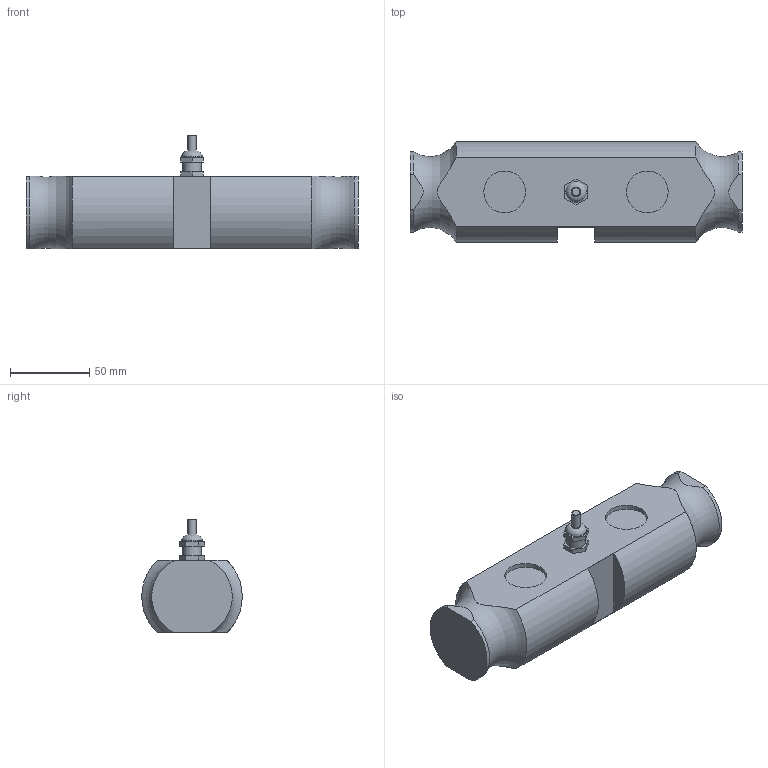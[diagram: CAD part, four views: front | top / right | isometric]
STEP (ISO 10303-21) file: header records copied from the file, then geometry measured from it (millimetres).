
FILE_DESCRIPTION(/* description */ (''),/* implementation_level */ '2;1');
FILE_NAME(/* name */ '102FS-(50-75)klb v4.step',/* time_stamp */ '2020-01-27T10:10:09-08:00',/* author */ (''),/* organization */ (''),/* preprocessor_version */ 'ST-DEVELOPER v18',/* originating_system */ 'Autodesk Translation Framework v8.12.0.6',/* authorisation */ '');
FILE_SCHEMA (('AUTOMOTIVE_DESIGN { 1 0 10303 214 3 1 1 }'));
Length unit declared in the file: inch
Products named in the file (2): 102FS-(50-75)klb; Connector
Assembly tree (1 placements, depth 2):
  102FS-(50-75)klb
    Connector
Bounding box: 209.55 x 63.5 x 71.75 mm (x, y, z)
Volume: 492567.7 mm3; surface area: 45545.2 mm2
Topology: 2 solids, 2 shells, 53 faces, 117 edges, 78 vertices
Faces by surface type: plane 34, cylinder 15, torus 2, bspline 1, cone 1
Full cylindrical faces by diameter (mm): 5.1 x1, 10 x1, 12 x2, 13 x1, 26.4 x4
Entity records: 1756 total; most frequent: CARTESIAN_POINT 514, DIRECTION 252, ORIENTED_EDGE 232, EDGE_CURVE 116, AXIS2_PLACEMENT_3D 93, VERTEX_POINT 78, LINE 66, VECTOR 66
